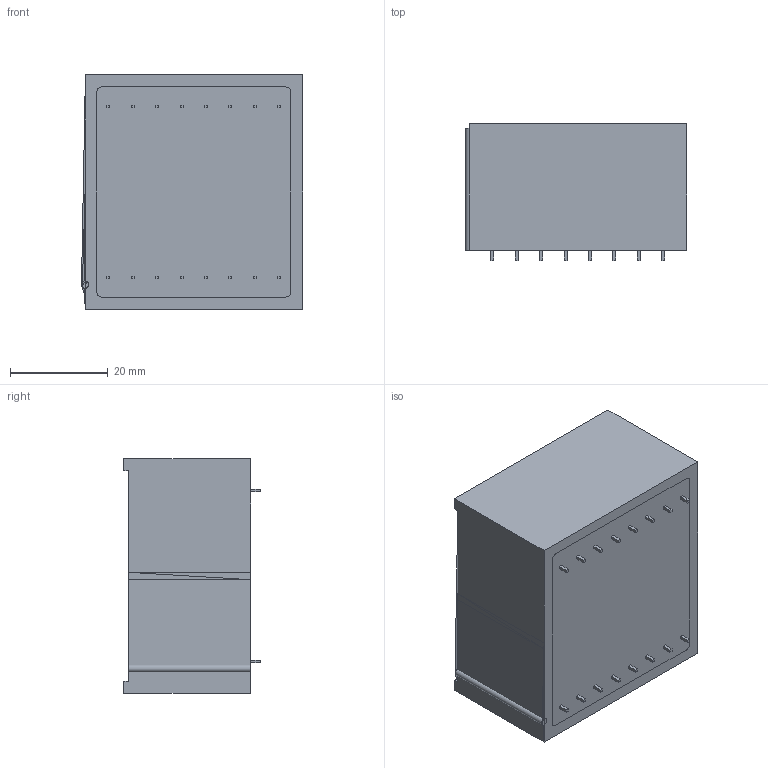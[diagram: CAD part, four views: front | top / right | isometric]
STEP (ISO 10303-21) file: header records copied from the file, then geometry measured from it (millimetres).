
FILE_DESCRIPTION (( 'STEP AP214' ), '1' );
FILE_NAME ( 'YHDC_PU3013B.step', '2019-10-02T16:43:15', ( '' ), ( '' ), 'Part was generated with the free Library Expert Lite available at www.PCBLibraries.com. Removing line will violate the End User License Agreement.', '©2017 PCB Libraries, Inc.', '' );
FILE_SCHEMA (( 'AUTOMOTIVE_DESIGN' ));
Length unit declared in the file: millimetre
Products named in the file (1): YHDC_PU3013B
Bounding box: 45.25 x 28 x 48 mm (x, y, z)
Volume: 28086.7 mm3; surface area: 13343.2 mm2
Topology: 17 solids, 17 shells, 115 faces, 250 edges, 166 vertices
Faces by surface type: plane 110, cylinder 5
Full cylindrical faces by diameter (mm): 1.5 x1
Entity records: 3559 total; most frequent: CARTESIAN_POINT 526, ORIENTED_EDGE 492, DIRECTION 488, EDGE_CURVE 246, VECTOR 236, LINE 236, VERTEX_POINT 164, STYLED_ITEM 133
